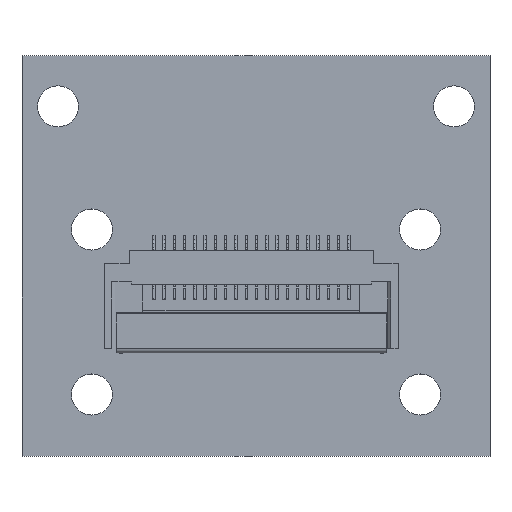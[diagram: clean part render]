
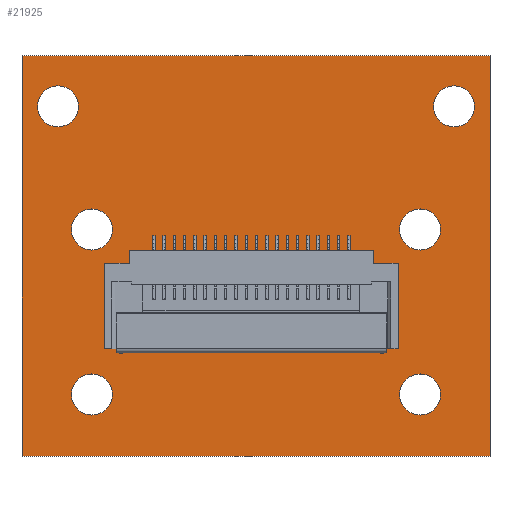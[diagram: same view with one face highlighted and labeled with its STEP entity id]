
A CAD part, top view. The second image highlights one B-rep face of the part: STEP entity #21925.
In plain terms, the highlighted planar face has unit normal (0, 0, 1).
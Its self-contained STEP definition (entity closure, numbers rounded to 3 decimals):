
#21580 = VERTEX_POINT('',#21581);
#21581 = CARTESIAN_POINT('',(171.3,-55.,1.51));
#21587 = EDGE_CURVE('',#21580,#21588,#21590,.T.);
#21588 = VERTEX_POINT('',#21589);
#21589 = CARTESIAN_POINT('',(148.5,-55.,1.51));
#21590 = LINE('',#21591,#21592);
#21591 = CARTESIAN_POINT('',(171.3,-55.,1.51));
#21592 = VECTOR('',#21593,1.);
#21593 = DIRECTION('',(-1.,0.,0.));
#21618 = EDGE_CURVE('',#21588,#21619,#21621,.T.);
#21619 = VERTEX_POINT('',#21620);
#21620 = CARTESIAN_POINT('',(148.5,-35.5,1.51));
#21621 = LINE('',#21622,#21623);
#21622 = CARTESIAN_POINT('',(148.5,-55.,1.51));
#21623 = VECTOR('',#21624,1.);
#21624 = DIRECTION('',(0.,1.,0.));
#21649 = EDGE_CURVE('',#21619,#21650,#21652,.T.);
#21650 = VERTEX_POINT('',#21651);
#21651 = CARTESIAN_POINT('',(171.3,-35.5,1.51));
#21652 = LINE('',#21653,#21654);
#21653 = CARTESIAN_POINT('',(148.5,-35.5,1.51));
#21654 = VECTOR('',#21655,1.);
#21655 = DIRECTION('',(1.,0.,0.));
#21680 = EDGE_CURVE('',#21650,#21580,#21681,.T.);
#21681 = LINE('',#21682,#21683);
#21682 = CARTESIAN_POINT('',(171.3,-35.5,1.51));
#21683 = VECTOR('',#21684,1.);
#21684 = DIRECTION('',(0.,-1.,0.));
#21704 = VERTEX_POINT('',#21705);
#21705 = CARTESIAN_POINT('',(152.9,-52.,1.51));
#21711 = EDGE_CURVE('',#21704,#21704,#21712,.T.);
#21712 = CIRCLE('',#21713,1.);
#21713 = AXIS2_PLACEMENT_3D('',#21714,#21715,#21716);
#21714 = CARTESIAN_POINT('',(151.9,-52.,1.51));
#21715 = DIRECTION('',(0.,0.,1.));
#21716 = DIRECTION('',(1.,0.,-0.));
#21737 = VERTEX_POINT('',#21738);
#21738 = CARTESIAN_POINT('',(168.9,-52.,1.51));
#21744 = EDGE_CURVE('',#21737,#21737,#21745,.T.);
#21745 = CIRCLE('',#21746,1.);
#21746 = AXIS2_PLACEMENT_3D('',#21747,#21748,#21749);
#21747 = CARTESIAN_POINT('',(167.9,-52.,1.51));
#21748 = DIRECTION('',(0.,0.,1.));
#21749 = DIRECTION('',(1.,0.,-0.));
#21770 = VERTEX_POINT('',#21771);
#21771 = CARTESIAN_POINT('',(152.9,-43.96,1.51));
#21777 = EDGE_CURVE('',#21770,#21770,#21778,.T.);
#21778 = CIRCLE('',#21779,1.);
#21779 = AXIS2_PLACEMENT_3D('',#21780,#21781,#21782);
#21780 = CARTESIAN_POINT('',(151.9,-43.96,1.51));
#21781 = DIRECTION('',(0.,0.,1.));
#21782 = DIRECTION('',(1.,0.,-0.));
#21803 = VERTEX_POINT('',#21804);
#21804 = CARTESIAN_POINT('',(168.9,-43.96,1.51));
#21810 = EDGE_CURVE('',#21803,#21803,#21811,.T.);
#21811 = CIRCLE('',#21812,1.);
#21812 = AXIS2_PLACEMENT_3D('',#21813,#21814,#21815);
#21813 = CARTESIAN_POINT('',(167.9,-43.96,1.51));
#21814 = DIRECTION('',(0.,0.,1.));
#21815 = DIRECTION('',(1.,0.,-0.));
#21836 = VERTEX_POINT('',#21837);
#21837 = CARTESIAN_POINT('',(151.25,-37.96,1.51));
#21843 = EDGE_CURVE('',#21836,#21836,#21844,.T.);
#21844 = CIRCLE('',#21845,1.);
#21845 = AXIS2_PLACEMENT_3D('',#21846,#21847,#21848);
#21846 = CARTESIAN_POINT('',(150.25,-37.96,1.51));
#21847 = DIRECTION('',(0.,0.,1.));
#21848 = DIRECTION('',(1.,0.,-0.));
#21869 = VERTEX_POINT('',#21870);
#21870 = CARTESIAN_POINT('',(170.55,-37.96,1.51));
#21876 = EDGE_CURVE('',#21869,#21869,#21877,.T.);
#21877 = CIRCLE('',#21878,1.);
#21878 = AXIS2_PLACEMENT_3D('',#21879,#21880,#21881);
#21879 = CARTESIAN_POINT('',(169.55,-37.96,1.51));
#21880 = DIRECTION('',(0.,0.,1.));
#21881 = DIRECTION('',(1.,0.,-0.));
#21925 = ADVANCED_FACE('',(#21926,#21932,#21935,#21938,#21941,#21944,
    #21947),#21950,.T.);
#21926 = FACE_BOUND('',#21927,.F.);
#21927 = EDGE_LOOP('',(#21928,#21929,#21930,#21931));
#21928 = ORIENTED_EDGE('',*,*,#21587,.T.);
#21929 = ORIENTED_EDGE('',*,*,#21618,.T.);
#21930 = ORIENTED_EDGE('',*,*,#21649,.T.);
#21931 = ORIENTED_EDGE('',*,*,#21680,.T.);
#21932 = FACE_BOUND('',#21933,.F.);
#21933 = EDGE_LOOP('',(#21934));
#21934 = ORIENTED_EDGE('',*,*,#21711,.T.);
#21935 = FACE_BOUND('',#21936,.F.);
#21936 = EDGE_LOOP('',(#21937));
#21937 = ORIENTED_EDGE('',*,*,#21744,.T.);
#21938 = FACE_BOUND('',#21939,.F.);
#21939 = EDGE_LOOP('',(#21940));
#21940 = ORIENTED_EDGE('',*,*,#21777,.T.);
#21941 = FACE_BOUND('',#21942,.F.);
#21942 = EDGE_LOOP('',(#21943));
#21943 = ORIENTED_EDGE('',*,*,#21810,.T.);
#21944 = FACE_BOUND('',#21945,.F.);
#21945 = EDGE_LOOP('',(#21946));
#21946 = ORIENTED_EDGE('',*,*,#21843,.T.);
#21947 = FACE_BOUND('',#21948,.F.);
#21948 = EDGE_LOOP('',(#21949));
#21949 = ORIENTED_EDGE('',*,*,#21876,.T.);
#21950 = PLANE('',#21951);
#21951 = AXIS2_PLACEMENT_3D('',#21952,#21953,#21954);
#21952 = CARTESIAN_POINT('',(0.,0.,1.51));
#21953 = DIRECTION('',(0.,0.,1.));
#21954 = DIRECTION('',(1.,0.,-0.));
